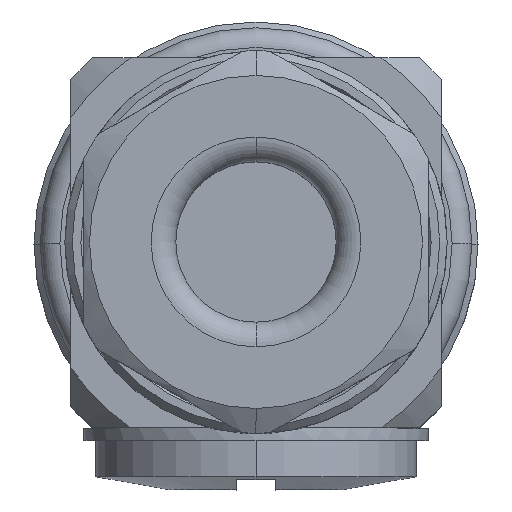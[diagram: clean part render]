
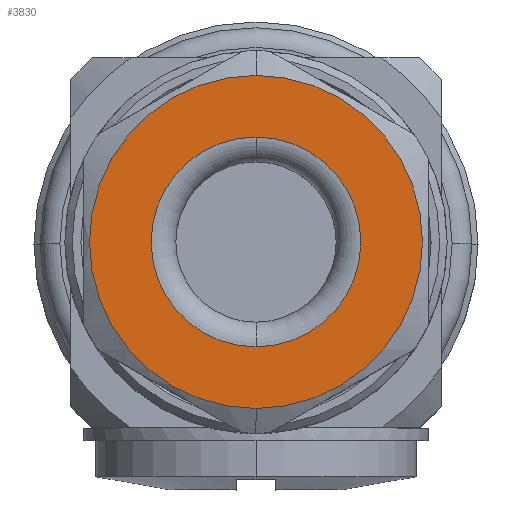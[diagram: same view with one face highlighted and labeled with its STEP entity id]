
A CAD part, top view. The second image highlights one B-rep face of the part: STEP entity #3830.
In plain terms, the highlighted planar face has unit normal (0, 0, 1).
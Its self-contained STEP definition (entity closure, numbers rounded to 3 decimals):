
#1 = ORIENTED_EDGE ( 'NONE', *, *, #1853, .F. ) ;
#75 = VERTEX_POINT ( 'NONE', #4737 ) ;
#279 = DIRECTION ( 'NONE',  ( 0., -1., 0. ) ) ;
#288 = VERTEX_POINT ( 'NONE', #923 ) ;
#385 = CIRCLE ( 'NONE', #642, 6.75 ) ;
#642 = AXIS2_PLACEMENT_3D ( 'NONE', #3849, #4246, #279 ) ;
#923 = CARTESIAN_POINT ( 'NONE',  ( 0., -4.25, 33.03 ) ) ;
#985 = DIRECTION ( 'NONE',  ( 0., -1., 0. ) ) ;
#1044 = EDGE_LOOP ( 'NONE', ( #1878, #4346 ) ) ;
#1124 = AXIS2_PLACEMENT_3D ( 'NONE', #4328, #1910, #4385 ) ;
#1324 = CIRCLE ( 'NONE', #1124, 6.75 ) ;
#1447 = DIRECTION ( 'NONE',  ( 0., 0., -1. ) ) ;
#1452 = AXIS2_PLACEMENT_3D ( 'NONE', #3827, #1447, #2605 ) ;
#1528 = CIRCLE ( 'NONE', #1452, 4.25 ) ;
#1853 = EDGE_CURVE ( 'NONE', #1966, #4239, #1324, .T. ) ;
#1878 = ORIENTED_EDGE ( 'NONE', *, *, #5076, .T. ) ;
#1910 = DIRECTION ( 'NONE',  ( 0., 0., -1. ) ) ;
#1966 = VERTEX_POINT ( 'NONE', #3539 ) ;
#2241 = AXIS2_PLACEMENT_3D ( 'NONE', #4143, #3722, #985 ) ;
#2263 = DIRECTION ( 'NONE',  ( 0., 0., -1. ) ) ;
#2474 = FACE_BOUND ( 'NONE', #1044, .T. ) ;
#2605 = DIRECTION ( 'NONE',  ( 0., -1., 0. ) ) ;
#3099 = CARTESIAN_POINT ( 'NONE',  ( -6.75, 0., 33.03 ) ) ;
#3255 = AXIS2_PLACEMENT_3D ( 'NONE', #3099, #2263, #3486 ) ;
#3269 = EDGE_CURVE ( 'NONE', #75, #288, #4994, .T. ) ;
#3486 = DIRECTION ( 'NONE',  ( 0., -1., 0. ) ) ;
#3539 = CARTESIAN_POINT ( 'NONE',  ( 0., 6.75, 33.03 ) ) ;
#3722 = DIRECTION ( 'NONE',  ( 0., 0., -1. ) ) ;
#3809 = EDGE_CURVE ( 'NONE', #4239, #1966, #385, .T. ) ;
#3827 = CARTESIAN_POINT ( 'NONE',  ( 0., 0., 33.03 ) ) ;
#3830 = ADVANCED_FACE ( 'NONE', ( #4504, #2474 ), #4313, .F. ) ;
#3849 = CARTESIAN_POINT ( 'NONE',  ( 0., 0., 33.03 ) ) ;
#3980 = CARTESIAN_POINT ( 'NONE',  ( 0., -6.75, 33.03 ) ) ;
#4143 = CARTESIAN_POINT ( 'NONE',  ( 0., 0., 33.03 ) ) ;
#4239 = VERTEX_POINT ( 'NONE', #3980 ) ;
#4246 = DIRECTION ( 'NONE',  ( 0., 0., -1. ) ) ;
#4313 = PLANE ( 'NONE',  #3255 ) ;
#4328 = CARTESIAN_POINT ( 'NONE',  ( 0., 0., 33.03 ) ) ;
#4346 = ORIENTED_EDGE ( 'NONE', *, *, #3269, .T. ) ;
#4385 = DIRECTION ( 'NONE',  ( 0., -1., 0. ) ) ;
#4406 = EDGE_LOOP ( 'NONE', ( #4985, #1 ) ) ;
#4504 = FACE_OUTER_BOUND ( 'NONE', #4406, .T. ) ;
#4737 = CARTESIAN_POINT ( 'NONE',  ( 0., 4.25, 33.03 ) ) ;
#4985 = ORIENTED_EDGE ( 'NONE', *, *, #3809, .F. ) ;
#4994 = CIRCLE ( 'NONE', #2241, 4.25 ) ;
#5076 = EDGE_CURVE ( 'NONE', #288, #75, #1528, .T. ) ;
